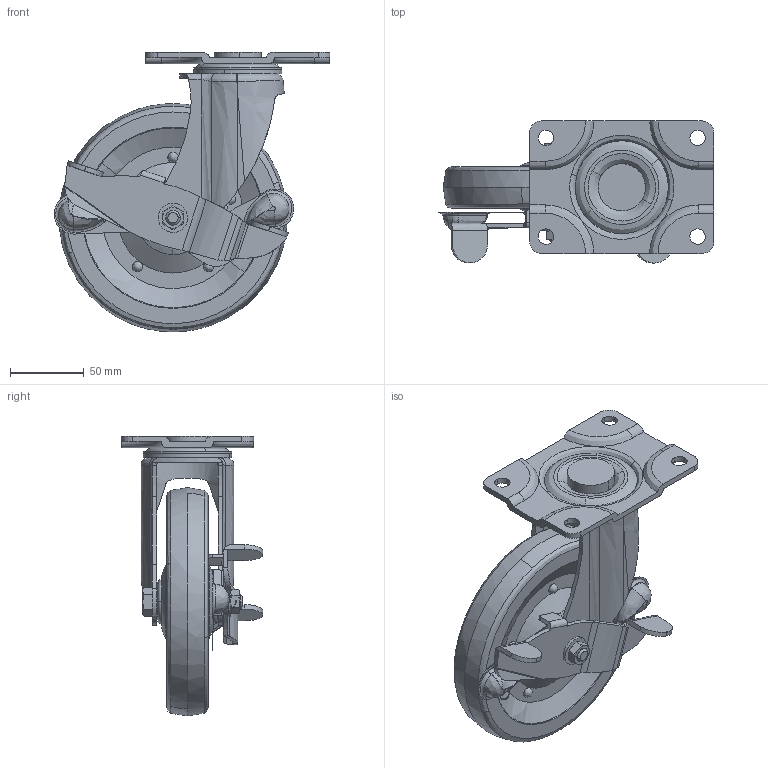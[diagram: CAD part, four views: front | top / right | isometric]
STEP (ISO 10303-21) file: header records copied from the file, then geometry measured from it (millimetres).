
FILE_DESCRIPTION((''),'2;1');
FILE_NAME('','2009-03-19T14:40:19',(''),(''),'','CADfix','');
FILE_SCHEMA(('AUTOMOTIVE_DESIGN { 1 0 10303 214 1 1 1 1 }'));
Length unit declared in the file: millimetre
Bounding box: 187.19 x 96.22 x 190 mm (x, y, z)
Volume: 581762.6 mm3; surface area: 143660.4 mm2
Topology: 7 solids, 9 shells, 468 faces, 1328 edges, 875 vertices
Faces by surface type: bspline 468
Entity records: 22736 total; most frequent: CARTESIAN_POINT 15526, ORIENTED_EDGE 2594, EDGE_CURVE 1300, VERTEX_POINT 869, EDGE_LOOP 511, FACE_OUTER_BOUND 468, ADVANCED_FACE 468, QUASI_UNIFORM_CURVE 382
